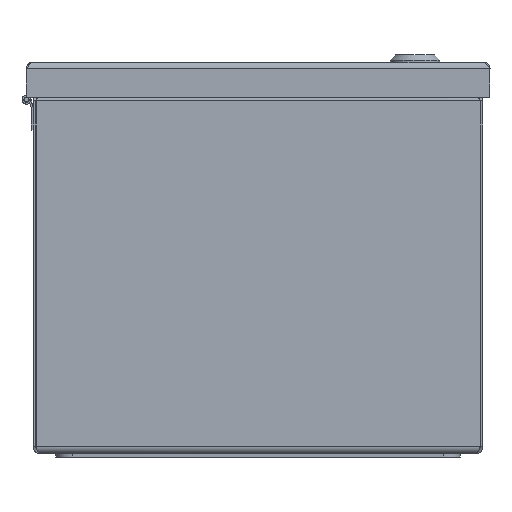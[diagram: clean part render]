
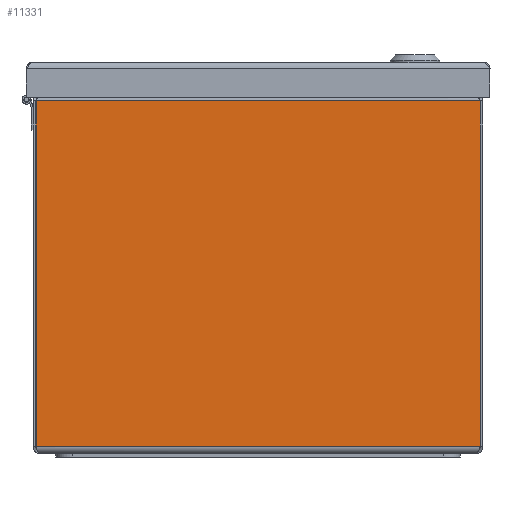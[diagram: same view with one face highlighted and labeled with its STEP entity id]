
A CAD part, left-side view. The second image highlights one B-rep face of the part: STEP entity #11331.
In plain terms, the highlighted face is planar.
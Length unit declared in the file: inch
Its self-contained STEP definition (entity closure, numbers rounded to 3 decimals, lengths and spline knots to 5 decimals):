
#1410=FACE_OUTER_BOUND('',#2106,.T.);
#2106=EDGE_LOOP('',(#8664,#8665,#8666,#8667));
#2974=LINE('',#18568,#4009);
#3009=LINE('',#18910,#4044);
#3010=LINE('',#18912,#4045);
#3011=LINE('',#18913,#4046);
#4009=VECTOR('',#14488,0.3937);
#4044=VECTOR('',#14561,0.3937);
#4045=VECTOR('',#14562,0.3937);
#4046=VECTOR('',#14563,0.3937);
#4981=VERTEX_POINT('',#18559);
#4982=VERTEX_POINT('',#18567);
#5005=VERTEX_POINT('',#18909);
#5006=VERTEX_POINT('',#18911);
#6254=EDGE_CURVE('',#4982,#4981,#2974,.T.);
#6304=EDGE_CURVE('',#5005,#4981,#3009,.T.);
#6305=EDGE_CURVE('',#5005,#5006,#3010,.T.);
#6306=EDGE_CURVE('',#4982,#5006,#3011,.T.);
#8664=ORIENTED_EDGE('',*,*,#6254,.T.);
#8665=ORIENTED_EDGE('',*,*,#6304,.F.);
#8666=ORIENTED_EDGE('',*,*,#6305,.T.);
#8667=ORIENTED_EDGE('',*,*,#6306,.F.);
#10449=PLANE('',#12462);
#11331=ADVANCED_FACE('',(#1410),#10449,.F.);
#12462=AXIS2_PLACEMENT_3D('',#18908,#14559,#14560);
#14488=DIRECTION('',(-1.,0.,0.));
#14559=DIRECTION('center_axis',(0.,1.,0.));
#14560=DIRECTION('ref_axis',(1.,0.,0.));
#14561=DIRECTION('',(0.,0.,1.));
#14562=DIRECTION('',(1.,0.,0.));
#14563=DIRECTION('',(0.,0.,-1.));
#18559=CARTESIAN_POINT('',(-4.94029,-6.,7.84725));
#18567=CARTESIAN_POINT('',(4.94029,-6.,7.84725));
#18568=CARTESIAN_POINT('',(2.47015,-6.,7.84725));
#18908=CARTESIAN_POINT('Origin',(0.,-6.,
4.00423));
#18909=CARTESIAN_POINT('',(-4.94029,-6.,0.15275));
#18910=CARTESIAN_POINT('',(-4.94029,-6.,0.15275));
#18911=CARTESIAN_POINT('',(4.94029,-6.,0.15275));
#18912=CARTESIAN_POINT('',(0.,-6.,0.15275));
#18913=CARTESIAN_POINT('',(4.94029,-6.,0.15275));
